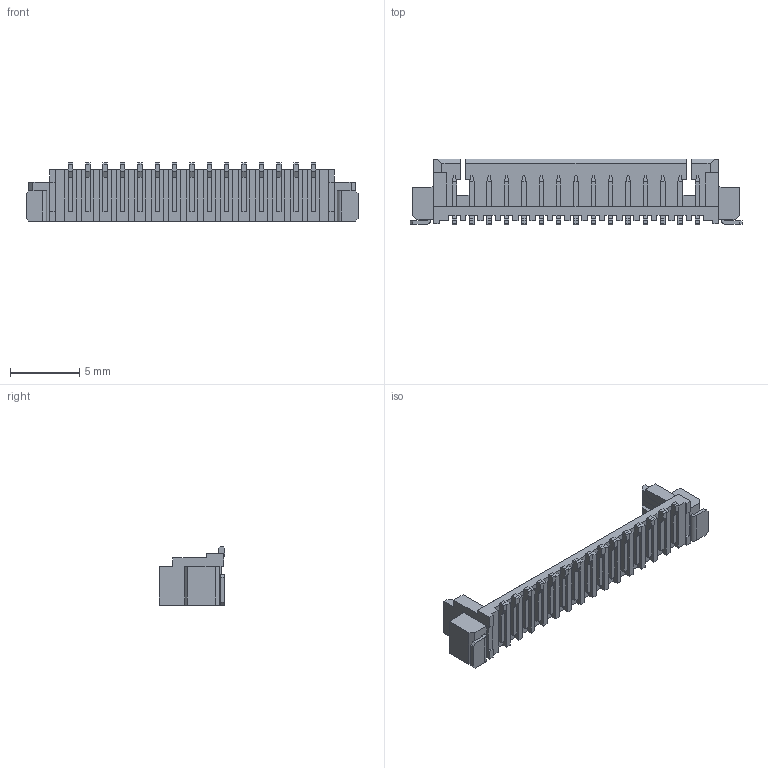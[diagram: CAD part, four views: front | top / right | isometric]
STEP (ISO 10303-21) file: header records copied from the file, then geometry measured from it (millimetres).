
FILE_DESCRIPTION((''),'2;1');
FILE_NAME('533981571','2016-08-16T',('rlalsangi'),(''),'PRO/ENGINEER BY PARAMETRIC TECHNOLOGY CORPORATION, 2012310','PRO/ENGINEER BY PARAMETRIC TECHNOLOGY CORPORATION, 2012310','');
FILE_SCHEMA(('CONFIG_CONTROL_DESIGN'));
Length unit declared in the file: millimetre
Products named in the file (1): 533981571
Bounding box: 23.9 x 4.75 x 4.2 mm (x, y, z)
Volume: 128.1 mm3; surface area: 626.4 mm2
Topology: 1 solids, 3 shells, 585 faces, 1584 edges, 1058 vertices
Faces by surface type: plane 577, cylinder 8
Entity records: 17820 total; most frequent: CARTESIAN_POINT 3154, ORIENTED_EDGE 3018, DIRECTION 2766, VECTOR 1566, LINE 1566, EDGE_CURVE 1509, VERTEX_POINT 976, EDGE_LOOP 631
